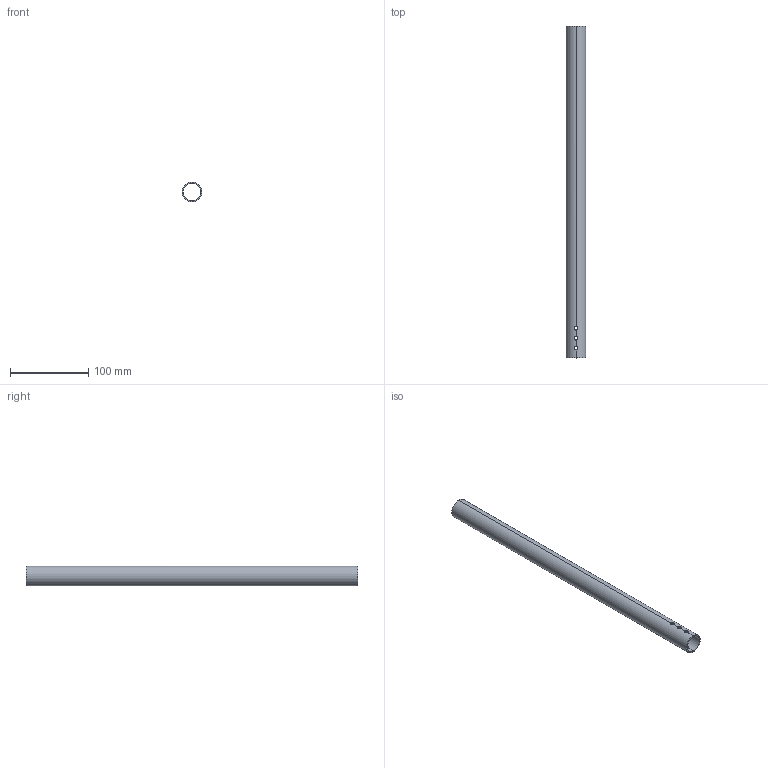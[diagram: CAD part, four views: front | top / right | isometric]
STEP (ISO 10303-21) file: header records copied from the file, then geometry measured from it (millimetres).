
FILE_DESCRIPTION (( 'STEP AP203' ), '1' );
FILE_NAME ('4400-23-P-0122 (2 Piezas) MS.STEP', '2023-02-24T09:10:53', ( '' ), ( '' ), 'SwSTEP 2.0', 'SolidWorks 2022', '' );
FILE_SCHEMA (( 'CONFIG_CONTROL_DESIGN' ));
Length unit declared in the file: inch
Products named in the file (1): 4400-23-P-0122 (2 Piezas) MS
Bounding box: 25.4 x 425.45 x 25.4 mm (x, y, z)
Volume: 50339.8 mm3; surface area: 63808.4 mm2
Topology: 1 solids, 1 shells, 18 faces, 84 edges, 56 vertices
Faces by surface type: cylinder 16, plane 2
Entity records: 1555 total; most frequent: CARTESIAN_POINT 867, ORIENTED_EDGE 168, EDGE_CURVE 84, DIRECTION 82, VERTEX_POINT 56, B_SPLINE_CURVE_WITH_KNOTS 48, LINE 28, VECTOR 28
